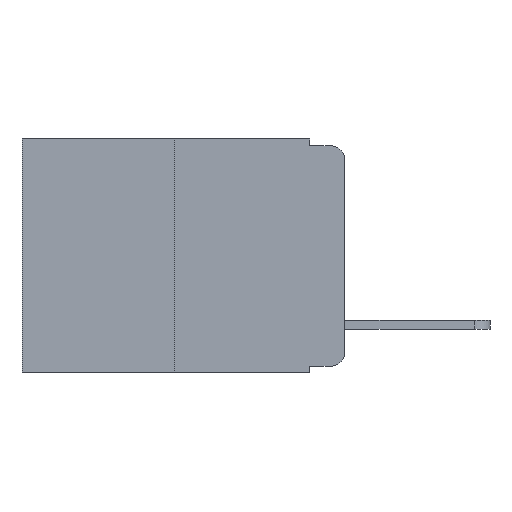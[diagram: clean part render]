
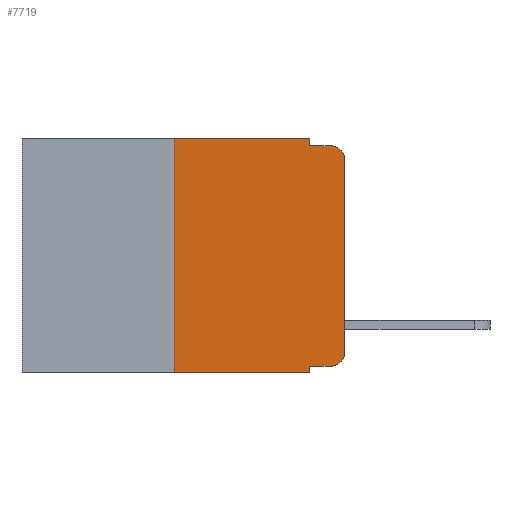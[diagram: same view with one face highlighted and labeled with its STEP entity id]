
A CAD part, left-side view. The second image highlights one B-rep face of the part: STEP entity #7719.
In plain terms, the highlighted planar face has unit normal (-1, 0, 0).
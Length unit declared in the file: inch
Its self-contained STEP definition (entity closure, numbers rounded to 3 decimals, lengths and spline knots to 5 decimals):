
#206 = CARTESIAN_POINT ( 'NONE',  ( 0., 0.25, 0. ) ) ;
#217 = CIRCLE ( 'NONE', #8391, 0.02 ) ;
#247 = VECTOR ( 'NONE', #10004, 39.37008 ) ;
#267 = DIRECTION ( 'NONE',  ( 0., -1., 0. ) ) ;
#273 = DIRECTION ( 'NONE',  ( 0., 0., -1. ) ) ;
#480 = LINE ( 'NONE', #1006, #8214 ) ;
#617 = EDGE_CURVE ( 'NONE', #3845, #805, #217, .T. ) ;
#722 = VERTEX_POINT ( 'NONE', #3913 ) ;
#805 = VERTEX_POINT ( 'NONE', #857 ) ;
#826 = ORIENTED_EDGE ( 'NONE', *, *, #1338, .T. ) ;
#857 = CARTESIAN_POINT ( 'NONE',  ( 0., 0., -0.313 ) ) ;
#1006 = CARTESIAN_POINT ( 'NONE',  ( 0., 0., 0. ) ) ;
#1020 = LINE ( 'NONE', #5089, #2868 ) ;
#1152 = VECTOR ( 'NONE', #9961, 39.37008 ) ;
#1338 = EDGE_CURVE ( 'NONE', #5755, #722, #2924, .T. ) ;
#1382 = EDGE_CURVE ( 'NONE', #6550, #1740, #3318, .T. ) ;
#1435 = CARTESIAN_POINT ( 'NONE',  ( 0., 0.02, -0.333 ) ) ;
#1580 = ORIENTED_EDGE ( 'NONE', *, *, #3527, .T. ) ;
#1740 = VERTEX_POINT ( 'NONE', #6349 ) ;
#1945 = VECTOR ( 'NONE', #7150, 39.37008 ) ;
#1946 = PLANE ( 'NONE',  #7035 ) ;
#2280 = VERTEX_POINT ( 'NONE', #6338 ) ;
#2798 = DIRECTION ( 'NONE',  ( 0., -1., 0. ) ) ;
#2868 = VECTOR ( 'NONE', #267, 39.37008 ) ;
#2924 = CIRCLE ( 'NONE', #7384, 0.02 ) ;
#3087 = FACE_OUTER_BOUND ( 'NONE', #9579, .T. ) ;
#3318 = LINE ( 'NONE', #6311, #1945 ) ;
#3404 = LINE ( 'NONE', #206, #9629 ) ;
#3527 = EDGE_CURVE ( 'NONE', #805, #5755, #480, .T. ) ;
#3544 = ORIENTED_EDGE ( 'NONE', *, *, #5949, .F. ) ;
#3619 = CARTESIAN_POINT ( 'NONE',  ( 0., 0.051, 0. ) ) ;
#3845 = VERTEX_POINT ( 'NONE', #1435 ) ;
#3913 = CARTESIAN_POINT ( 'NONE',  ( 0., 0.02, -0.01 ) ) ;
#3971 = ORIENTED_EDGE ( 'NONE', *, *, #1382, .F. ) ;
#4458 = VERTEX_POINT ( 'NONE', #7721 ) ;
#4607 = VECTOR ( 'NONE', #2798, 39.37008 ) ;
#4801 = VERTEX_POINT ( 'NONE', #7424 ) ;
#4948 = ORIENTED_EDGE ( 'NONE', *, *, #7261, .T. ) ;
#4970 = EDGE_CURVE ( 'NONE', #4458, #2280, #8998, .T. ) ;
#5089 = CARTESIAN_POINT ( 'NONE',  ( 0., 0.473, 0. ) ) ;
#5161 = CARTESIAN_POINT ( 'NONE',  ( 0., 0.051, -0.01 ) ) ;
#5341 = LINE ( 'NONE', #9279, #247 ) ;
#5432 = DIRECTION ( 'NONE',  ( 0., 0., -1. ) ) ;
#5569 = ORIENTED_EDGE ( 'NONE', *, *, #7733, .F. ) ;
#5680 = CARTESIAN_POINT ( 'NONE',  ( 0., 0.473, -0.343 ) ) ;
#5755 = VERTEX_POINT ( 'NONE', #7892 ) ;
#5823 = DIRECTION ( 'NONE',  ( 1., 0., 0. ) ) ;
#5949 = EDGE_CURVE ( 'NONE', #4801, #9956, #3404, .T. ) ;
#6115 = CARTESIAN_POINT ( 'NONE',  ( 0., 0.02, -0.313 ) ) ;
#6222 = EDGE_CURVE ( 'NONE', #4801, #2280, #6967, .T. ) ;
#6311 = CARTESIAN_POINT ( 'NONE',  ( 0., 0.051, 0. ) ) ;
#6338 = CARTESIAN_POINT ( 'NONE',  ( 0., 0.051, -0.343 ) ) ;
#6349 = CARTESIAN_POINT ( 'NONE',  ( 0., 0.051, -0.01 ) ) ;
#6376 = EDGE_CURVE ( 'NONE', #9956, #6550, #1020, .T. ) ;
#6437 = DIRECTION ( 'NONE',  ( 0., -1., 0. ) ) ;
#6550 = VERTEX_POINT ( 'NONE', #3619 ) ;
#6780 = DIRECTION ( 'NONE',  ( 0., 0., 1. ) ) ;
#6862 = ORIENTED_EDGE ( 'NONE', *, *, #4970, .F. ) ;
#6967 = LINE ( 'NONE', #5680, #7476 ) ;
#7005 = DIRECTION ( 'NONE',  ( -1., 0., 0. ) ) ;
#7035 = AXIS2_PLACEMENT_3D ( 'NONE', #8315, #5823, #273 ) ;
#7150 = DIRECTION ( 'NONE',  ( 0., 0., -1. ) ) ;
#7261 = EDGE_CURVE ( 'NONE', #4458, #3845, #5341, .T. ) ;
#7384 = AXIS2_PLACEMENT_3D ( 'NONE', #7836, #7005, #9531 ) ;
#7424 = CARTESIAN_POINT ( 'NONE',  ( 0., 0.25, -0.343 ) ) ;
#7476 = VECTOR ( 'NONE', #6437, 39.37008 ) ;
#7631 = CARTESIAN_POINT ( 'NONE',  ( 0., 0.051, 0. ) ) ;
#7703 = CARTESIAN_POINT ( 'NONE',  ( 0., 0.25, 0. ) ) ;
#7719 = ADVANCED_FACE ( 'NONE', ( #3087 ), #1946, .F. ) ;
#7721 = CARTESIAN_POINT ( 'NONE',  ( 0., 0.051, -0.333 ) ) ;
#7733 = EDGE_CURVE ( 'NONE', #1740, #722, #9195, .T. ) ;
#7836 = CARTESIAN_POINT ( 'NONE',  ( 0., 0.02, -0.03 ) ) ;
#7892 = CARTESIAN_POINT ( 'NONE',  ( 0., 0., -0.03 ) ) ;
#8040 = ORIENTED_EDGE ( 'NONE', *, *, #6376, .F. ) ;
#8102 = DIRECTION ( 'NONE',  ( 0., 0., 1. ) ) ;
#8214 = VECTOR ( 'NONE', #8102, 39.37008 ) ;
#8315 = CARTESIAN_POINT ( 'NONE',  ( 0., 0.473, 0. ) ) ;
#8391 = AXIS2_PLACEMENT_3D ( 'NONE', #6115, #8596, #5432 ) ;
#8596 = DIRECTION ( 'NONE',  ( -1., 0., 0. ) ) ;
#8635 = ORIENTED_EDGE ( 'NONE', *, *, #6222, .T. ) ;
#8998 = LINE ( 'NONE', #7631, #1152 ) ;
#9195 = LINE ( 'NONE', #5161, #4607 ) ;
#9279 = CARTESIAN_POINT ( 'NONE',  ( 0., 0.051, -0.333 ) ) ;
#9531 = DIRECTION ( 'NONE',  ( 0., 0., -1. ) ) ;
#9579 = EDGE_LOOP ( 'NONE', ( #1580, #826, #5569, #3971, #8040, #3544, #8635, #6862, #4948, #10193 ) ) ;
#9629 = VECTOR ( 'NONE', #6780, 39.37008 ) ;
#9956 = VERTEX_POINT ( 'NONE', #7703 ) ;
#9961 = DIRECTION ( 'NONE',  ( 0., 0., -1. ) ) ;
#10004 = DIRECTION ( 'NONE',  ( 0., -1., 0. ) ) ;
#10193 = ORIENTED_EDGE ( 'NONE', *, *, #617, .T. ) ;
